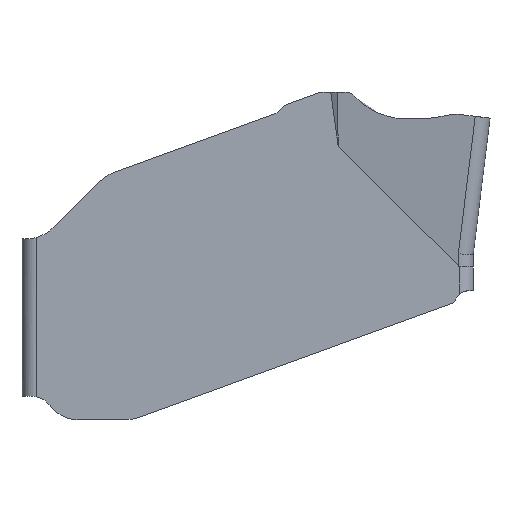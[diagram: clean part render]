
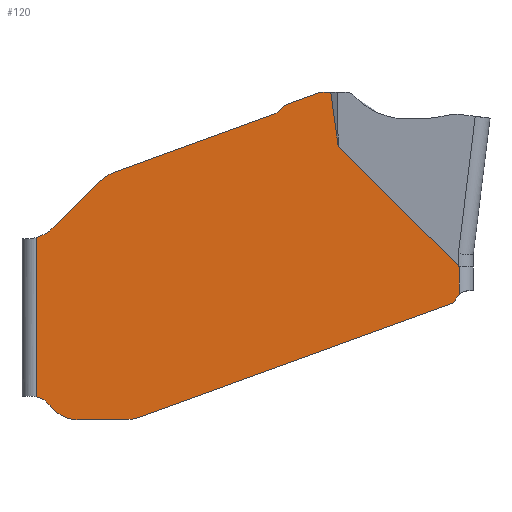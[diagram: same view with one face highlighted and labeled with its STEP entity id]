
A CAD part, left-side view. The second image highlights one B-rep face of the part: STEP entity #120.
In plain terms, the highlighted planar face has unit normal (-1, 0, 0).
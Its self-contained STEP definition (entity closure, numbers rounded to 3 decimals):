
#55=ELLIPSE('',#1085,1.46,1.);
#56=ELLIPSE('',#1089,4.29,0.3);
#57=ELLIPSE('',#1094,1.32,1.);
#95=CIRCLE('',#1083,0.5);
#96=CIRCLE('',#1084,0.75);
#97=CIRCLE('',#1086,1.);
#98=CIRCLE('',#1087,0.1);
#99=CIRCLE('',#1088,0.3);
#100=CIRCLE('',#1090,0.2);
#101=CIRCLE('',#1091,0.2);
#102=CIRCLE('',#1092,0.4);
#103=CIRCLE('',#1093,1.);
#104=CIRCLE('',#1095,0.8);
#120=ADVANCED_FACE('BODY_R_SUR',(#193),#165,.F.);
#165=PLANE('',#1096);
#193=FACE_OUTER_BOUND('',#243,.T.);
#243=EDGE_LOOP('',(#380,#381,#382,#383,#384,#385,#386,#387,#388,#389,#390,
#391,#392,#393,#394,#395,#396,#397,#398,#399,#400,#401,#402,#403,#404,#405));
#380=ORIENTED_EDGE('',*,*,#751,.F.);
#381=ORIENTED_EDGE('',*,*,#752,.F.);
#382=ORIENTED_EDGE('',*,*,#753,.F.);
#383=ORIENTED_EDGE('',*,*,#754,.F.);
#384=ORIENTED_EDGE('',*,*,#755,.F.);
#385=ORIENTED_EDGE('',*,*,#756,.F.);
#386=ORIENTED_EDGE('',*,*,#757,.F.);
#387=ORIENTED_EDGE('',*,*,#758,.F.);
#388=ORIENTED_EDGE('',*,*,#759,.F.);
#389=ORIENTED_EDGE('',*,*,#760,.F.);
#390=ORIENTED_EDGE('',*,*,#679,.T.);
#391=ORIENTED_EDGE('',*,*,#761,.T.);
#392=ORIENTED_EDGE('',*,*,#738,.T.);
#393=ORIENTED_EDGE('',*,*,#741,.T.);
#394=ORIENTED_EDGE('',*,*,#762,.F.);
#395=ORIENTED_EDGE('',*,*,#763,.F.);
#396=ORIENTED_EDGE('',*,*,#764,.F.);
#397=ORIENTED_EDGE('',*,*,#765,.F.);
#398=ORIENTED_EDGE('',*,*,#766,.F.);
#399=ORIENTED_EDGE('',*,*,#767,.F.);
#400=ORIENTED_EDGE('',*,*,#768,.F.);
#401=ORIENTED_EDGE('',*,*,#769,.F.);
#402=ORIENTED_EDGE('',*,*,#770,.F.);
#403=ORIENTED_EDGE('',*,*,#771,.F.);
#404=ORIENTED_EDGE('',*,*,#772,.F.);
#405=ORIENTED_EDGE('',*,*,#670,.T.);
#573=VERTEX_POINT('',#1528);
#574=VERTEX_POINT('',#1530);
#582=VERTEX_POINT('',#1558);
#583=VERTEX_POINT('',#1559);
#636=VERTEX_POINT('',#1765);
#637=VERTEX_POINT('',#1767);
#638=VERTEX_POINT('',#1771);
#643=VERTEX_POINT('',#1791);
#644=VERTEX_POINT('',#1793);
#645=VERTEX_POINT('',#1795);
#646=VERTEX_POINT('',#1797);
#647=VERTEX_POINT('',#1805);
#648=VERTEX_POINT('',#1807);
#649=VERTEX_POINT('',#1809);
#650=VERTEX_POINT('',#1811);
#651=VERTEX_POINT('',#1813);
#652=VERTEX_POINT('',#1817);
#653=VERTEX_POINT('',#1819);
#654=VERTEX_POINT('',#1821);
#655=VERTEX_POINT('',#1823);
#656=VERTEX_POINT('',#1825);
#657=VERTEX_POINT('',#1827);
#658=VERTEX_POINT('',#1829);
#659=VERTEX_POINT('',#1837);
#660=VERTEX_POINT('',#1839);
#661=VERTEX_POINT('',#1841);
#670=EDGE_CURVE('',#574,#573,#812,.T.);
#679=EDGE_CURVE('',#582,#583,#819,.T.);
#738=EDGE_CURVE('',#637,#636,#847,.T.);
#741=EDGE_CURVE('',#636,#638,#850,.T.);
#751=EDGE_CURVE('',#643,#573,#95,.T.);
#752=EDGE_CURVE('',#644,#643,#96,.T.);
#753=EDGE_CURVE('',#645,#644,#854,.T.);
#754=EDGE_CURVE('',#646,#645,#55,.T.);
#755=EDGE_CURVE('',#647,#646,#1003,.T.);
#756=EDGE_CURVE('',#648,#647,#97,.T.);
#757=EDGE_CURVE('',#649,#648,#855,.T.);
#758=EDGE_CURVE('',#650,#649,#98,.T.);
#759=EDGE_CURVE('',#651,#650,#856,.T.);
#760=EDGE_CURVE('',#582,#651,#99,.T.);
#761=EDGE_CURVE('',#583,#637,#56,.T.);
#762=EDGE_CURVE('',#652,#638,#857,.T.);
#763=EDGE_CURVE('',#653,#652,#100,.T.);
#764=EDGE_CURVE('',#654,#653,#858,.T.);
#765=EDGE_CURVE('',#655,#654,#101,.T.);
#766=EDGE_CURVE('',#656,#655,#102,.T.);
#767=EDGE_CURVE('',#657,#656,#859,.T.);
#768=EDGE_CURVE('',#658,#657,#103,.T.);
#769=EDGE_CURVE('',#659,#658,#1004,.T.);
#770=EDGE_CURVE('',#660,#659,#57,.T.);
#771=EDGE_CURVE('',#661,#660,#860,.T.);
#772=EDGE_CURVE('',#574,#661,#104,.T.);
#812=LINE('',#1529,#896);
#819=LINE('',#1557,#903);
#847=LINE('',#1766,#931);
#850=LINE('',#1772,#934);
#854=LINE('',#1794,#938);
#855=LINE('',#1808,#939);
#856=LINE('',#1812,#940);
#857=LINE('',#1816,#941);
#858=LINE('',#1820,#942);
#859=LINE('',#1826,#943);
#860=LINE('',#1840,#944);
#896=VECTOR('',#1147,1.);
#903=VECTOR('',#1160,1.);
#931=VECTOR('',#1232,1.);
#934=VECTOR('',#1237,1.);
#938=VECTOR('',#1265,1.);
#939=VECTOR('',#1270,1.);
#940=VECTOR('',#1273,1.);
#941=VECTOR('',#1278,1.);
#942=VECTOR('',#1281,1.);
#943=VECTOR('',#1286,1.);
#944=VECTOR('',#1291,1.);
#1003=B_SPLINE_CURVE_WITH_KNOTS('',3,(#1798,#1799,#1800,#1801,#1802,#1803,
#1804),.UNSPECIFIED.,.F.,.F.,(4,3,4),(0.,0.31,1.),
 .UNSPECIFIED.);
#1004=B_SPLINE_CURVE_WITH_KNOTS('',3,(#1830,#1831,#1832,#1833,#1834,#1835,
#1836),.UNSPECIFIED.,.F.,.F.,(4,3,4),(0.,0.212,1.),
 .UNSPECIFIED.);
#1083=AXIS2_PLACEMENT_3D('',#1790,#1261,#1262);
#1084=AXIS2_PLACEMENT_3D('',#1792,#1263,#1264);
#1085=AXIS2_PLACEMENT_3D('',#1796,#1266,#1267);
#1086=AXIS2_PLACEMENT_3D('',#1806,#1268,#1269);
#1087=AXIS2_PLACEMENT_3D('',#1810,#1271,#1272);
#1088=AXIS2_PLACEMENT_3D('',#1814,#1274,#1275);
#1089=AXIS2_PLACEMENT_3D('',#1815,#1276,#1277);
#1090=AXIS2_PLACEMENT_3D('',#1818,#1279,#1280);
#1091=AXIS2_PLACEMENT_3D('',#1822,#1282,#1283);
#1092=AXIS2_PLACEMENT_3D('',#1824,#1284,#1285);
#1093=AXIS2_PLACEMENT_3D('',#1828,#1287,#1288);
#1094=AXIS2_PLACEMENT_3D('',#1838,#1289,#1290);
#1095=AXIS2_PLACEMENT_3D('',#1842,#1292,#1293);
#1096=AXIS2_PLACEMENT_3D('',#1843,#1294,#1295);
#1147=DIRECTION('',(0.,0.,-1.));
#1160=DIRECTION('',(0.,0.,1.));
#1232=DIRECTION('',(0.,0.708,0.706));
#1237=DIRECTION('',(0.,0.139,0.99));
#1261=DIRECTION('',(-1.,0.,0.));
#1262=DIRECTION('',(0.,0.,-1.));
#1263=DIRECTION('',(1.,0.,0.));
#1264=DIRECTION('',(0.,0.,-1.));
#1265=DIRECTION('',(0.,1.,0.));
#1266=DIRECTION('',(1.,0.,0.));
#1267=DIRECTION('',(0.,-1.,0.));
#1268=DIRECTION('',(1.,0.,0.));
#1269=DIRECTION('',(0.,0.,-1.));
#1270=DIRECTION('',(0.,0.94,-0.342));
#1271=DIRECTION('',(1.,0.,0.));
#1272=DIRECTION('',(0.,0.,-1.));
#1273=DIRECTION('',(0.,0.5,-0.866));
#1274=DIRECTION('',(-1.,0.,0.));
#1275=DIRECTION('',(0.,0.,-1.));
#1276=DIRECTION('',(1.,0.,0.));
#1277=DIRECTION('',(0.,0.,-1.));
#1278=DIRECTION('',(0.,-1.,0.));
#1279=DIRECTION('',(1.,0.,0.));
#1280=DIRECTION('',(0.,0.,-1.));
#1281=DIRECTION('',(0.,-0.94,0.342));
#1282=DIRECTION('',(1.,0.,0.));
#1283=DIRECTION('',(0.,0.,-1.));
#1284=DIRECTION('',(-1.,0.,0.));
#1285=DIRECTION('',(0.,0.,-1.));
#1286=DIRECTION('',(0.,-0.94,0.342));
#1287=DIRECTION('',(1.,0.,0.));
#1288=DIRECTION('',(0.,0.,-1.));
#1289=DIRECTION('',(1.,0.,0.));
#1290=DIRECTION('',(0.,0.707,-0.707));
#1291=DIRECTION('',(0.,-0.707,0.707));
#1292=DIRECTION('',(-1.,0.,0.));
#1293=DIRECTION('',(0.,0.,-1.));
#1294=DIRECTION('',(1.,0.,0.));
#1295=DIRECTION('',(0.,0.,-1.));
#1528=CARTESIAN_POINT('',(-1.25,4.7,-5.91));
#1529=CARTESIAN_POINT('',(-1.25,4.7,-7.9));
#1530=CARTESIAN_POINT('',(-1.25,4.7,-2.505));
#1557=CARTESIAN_POINT('',(-1.25,-4.35,-3.433));
#1558=CARTESIAN_POINT('',(-1.25,-4.35,-3.72));
#1559=CARTESIAN_POINT('',(-1.25,-4.35,-3.123));
#1765=CARTESIAN_POINT('',(-1.25,-1.762,-0.551));
#1766=CARTESIAN_POINT('',(-1.25,-4.044,-2.829));
#1767=CARTESIAN_POINT('',(-1.25,-4.329,-3.113));
#1771=CARTESIAN_POINT('',(-1.25,-1.601,0.6));
#1772=CARTESIAN_POINT('',(-1.25,-1.652,0.231));
#1790=CARTESIAN_POINT('',(-1.25,4.8,-6.4));
#1791=CARTESIAN_POINT('',(-1.25,4.4,-6.1));
#1792=CARTESIAN_POINT('',(-1.25,3.8,-5.65));
#1793=CARTESIAN_POINT('',(-1.25,3.8,-6.4));
#1794=CARTESIAN_POINT('',(-1.25,0.,-6.4));
#1795=CARTESIAN_POINT('',(-1.25,2.835,-6.4));
#1796=CARTESIAN_POINT('',(-1.25,2.835,-5.4));
#1797=CARTESIAN_POINT('',(-1.25,2.755,-6.398));
#1798=CARTESIAN_POINT('',(-1.25,2.736,-6.397));
#1799=CARTESIAN_POINT('',(-1.25,2.738,-6.398));
#1800=CARTESIAN_POINT('',(-1.25,2.74,-6.398));
#1801=CARTESIAN_POINT('',(-1.25,2.742,-6.398));
#1802=CARTESIAN_POINT('',(-1.25,2.746,-6.398));
#1803=CARTESIAN_POINT('',(-1.25,2.75,-6.398));
#1804=CARTESIAN_POINT('',(-1.25,2.755,-6.398));
#1805=CARTESIAN_POINT('',(-1.25,2.736,-6.397));
#1806=CARTESIAN_POINT('',(-1.25,2.807,-5.4));
#1807=CARTESIAN_POINT('',(-1.25,2.465,-6.34));
#1808=CARTESIAN_POINT('',(-1.25,-1.749,-4.806));
#1809=CARTESIAN_POINT('',(-1.25,-4.192,-3.917));
#1810=CARTESIAN_POINT('',(-1.25,-4.158,-3.823));
#1811=CARTESIAN_POINT('',(-1.25,-4.245,-3.873));
#1812=CARTESIAN_POINT('',(-1.25,-4.86,-2.806));
#1813=CARTESIAN_POINT('',(-1.25,-4.29,-3.794));
#1814=CARTESIAN_POINT('',(-1.25,-4.55,-3.944));
#1815=CARTESIAN_POINT('',(-1.25,-4.35,1.167));
#1816=CARTESIAN_POINT('',(-1.25,0.,0.6));
#1817=CARTESIAN_POINT('',(-1.25,-1.409,0.6));
#1818=CARTESIAN_POINT('',(-1.25,-1.409,0.4));
#1819=CARTESIAN_POINT('',(-1.25,-1.341,0.588));
#1820=CARTESIAN_POINT('',(-1.25,0.032,0.088));
#1821=CARTESIAN_POINT('',(-1.25,-0.654,0.338));
#1822=CARTESIAN_POINT('',(-1.25,-0.722,0.15));
#1823=CARTESIAN_POINT('',(-1.25,-0.561,0.269));
#1824=CARTESIAN_POINT('',(-1.25,-0.24,0.506));
#1825=CARTESIAN_POINT('',(-1.25,-0.376,0.131));
#1826=CARTESIAN_POINT('',(-1.25,-0.002,-0.006));
#1827=CARTESIAN_POINT('',(-1.25,3.007,-1.101));
#1828=CARTESIAN_POINT('',(-1.25,2.665,-2.041));
#1829=CARTESIAN_POINT('',(-1.25,3.311,-1.277));
#1830=CARTESIAN_POINT('',(-1.25,3.327,-1.291));
#1831=CARTESIAN_POINT('',(-1.25,3.326,-1.29));
#1832=CARTESIAN_POINT('',(-1.25,3.325,-1.289));
#1833=CARTESIAN_POINT('',(-1.25,3.324,-1.288));
#1834=CARTESIAN_POINT('',(-1.25,3.319,-1.284));
#1835=CARTESIAN_POINT('',(-1.25,3.315,-1.281));
#1836=CARTESIAN_POINT('',(-1.25,3.311,-1.277));
#1837=CARTESIAN_POINT('',(-1.25,3.327,-1.291));
#1838=CARTESIAN_POINT('',(-1.25,2.681,-2.057));
#1839=CARTESIAN_POINT('',(-1.25,3.388,-1.349));
#1840=CARTESIAN_POINT('',(-1.25,1.019,1.019));
#1841=CARTESIAN_POINT('',(-1.25,4.334,-2.296));
#1842=CARTESIAN_POINT('',(-1.25,4.9,-1.73));
#1843=CARTESIAN_POINT('',(-1.25,0.,0.));
